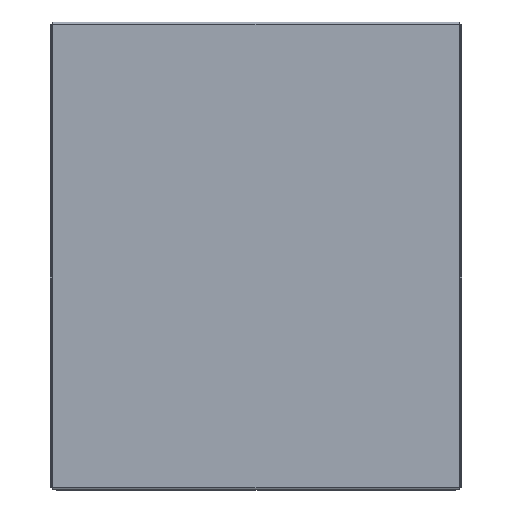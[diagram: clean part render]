
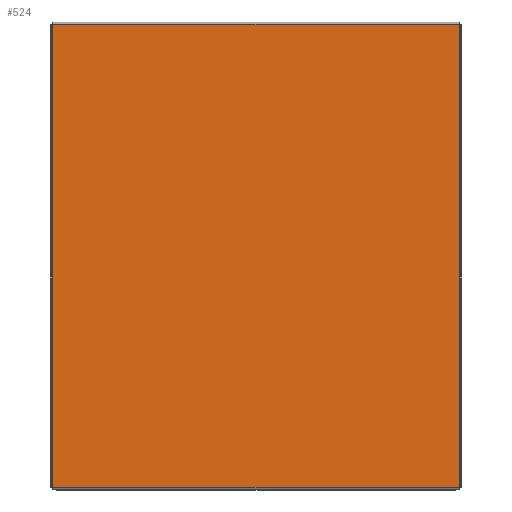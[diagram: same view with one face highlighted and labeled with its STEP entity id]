
A CAD part, top view. The second image highlights one B-rep face of the part: STEP entity #524.
In plain terms, the highlighted planar face has unit normal (0, 0, 1).
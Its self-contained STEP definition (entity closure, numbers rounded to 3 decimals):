
#20 = ORIENTED_EDGE ( 'NONE', *, *, #340, .T. ) ;
#56 = LINE ( 'NONE', #1495, #1055 ) ;
#60 = DIRECTION ( 'NONE',  ( 0., 1., 0. ) ) ;
#91 = DIRECTION ( 'NONE',  ( 0., 0., 1. ) ) ;
#177 = AXIS2_PLACEMENT_3D ( 'NONE', #342, #91, #228 ) ;
#224 = LINE ( 'NONE', #616, #874 ) ;
#228 = DIRECTION ( 'NONE',  ( 1., 0., 0. ) ) ;
#252 = VECTOR ( 'NONE', #948, 1000. ) ;
#271 = LINE ( 'NONE', #687, #252 ) ;
#340 = EDGE_CURVE ( 'NONE', #1332, #1276, #271, .T. ) ;
#342 = CARTESIAN_POINT ( 'NONE',  ( 0., 0., 0. ) ) ;
#372 = VERTEX_POINT ( 'NONE', #1061 ) ;
#406 = VECTOR ( 'NONE', #1133, 1000. ) ;
#448 = ORIENTED_EDGE ( 'NONE', *, *, #1190, .F. ) ;
#524 = ADVANCED_FACE ( 'NONE', ( #983 ), #628, .T. ) ;
#616 = CARTESIAN_POINT ( 'NONE',  ( -253., 284.5, 0. ) ) ;
#628 = PLANE ( 'NONE',  #177 ) ;
#687 = CARTESIAN_POINT ( 'NONE',  ( -253., -284.5, 0. ) ) ;
#708 = ORIENTED_EDGE ( 'NONE', *, *, #1576, .T. ) ;
#745 = CARTESIAN_POINT ( 'NONE',  ( 250., 284.5, 0. ) ) ;
#794 = LINE ( 'NONE', #745, #406 ) ;
#836 = EDGE_CURVE ( 'NONE', #1419, #1276, #794, .T. ) ;
#874 = VECTOR ( 'NONE', #1670, 1000. ) ;
#948 = DIRECTION ( 'NONE',  ( 1., 0., 0. ) ) ;
#983 = FACE_OUTER_BOUND ( 'NONE', #1105, .T. ) ;
#1055 = VECTOR ( 'NONE', #60, 1000. ) ;
#1061 = CARTESIAN_POINT ( 'NONE',  ( -250., 284.5, 0. ) ) ;
#1105 = EDGE_LOOP ( 'NONE', ( #708, #448, #20, #1384 ) ) ;
#1133 = DIRECTION ( 'NONE',  ( 0., -1., 0. ) ) ;
#1190 = EDGE_CURVE ( 'NONE', #1332, #372, #56, .T. ) ;
#1267 = CARTESIAN_POINT ( 'NONE',  ( -250., -284.5, 0. ) ) ;
#1276 = VERTEX_POINT ( 'NONE', #1379 ) ;
#1332 = VERTEX_POINT ( 'NONE', #1267 ) ;
#1379 = CARTESIAN_POINT ( 'NONE',  ( 250., -284.5, 0. ) ) ;
#1384 = ORIENTED_EDGE ( 'NONE', *, *, #836, .F. ) ;
#1419 = VERTEX_POINT ( 'NONE', #1424 ) ;
#1424 = CARTESIAN_POINT ( 'NONE',  ( 250., 284.5, 0. ) ) ;
#1495 = CARTESIAN_POINT ( 'NONE',  ( -250., -284.5, 0. ) ) ;
#1576 = EDGE_CURVE ( 'NONE', #1419, #372, #224, .T. ) ;
#1670 = DIRECTION ( 'NONE',  ( -1., 0., 0. ) ) ;
